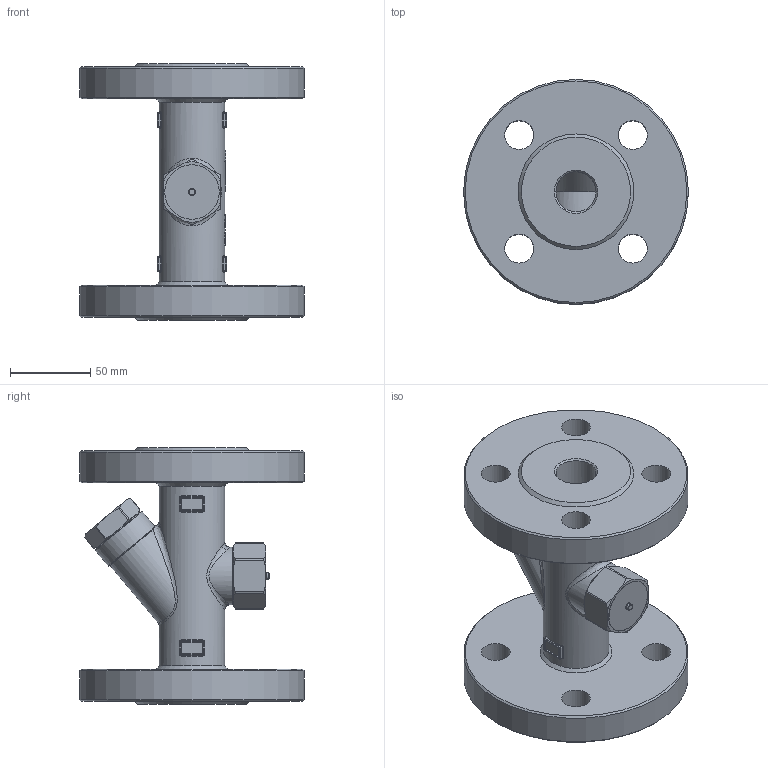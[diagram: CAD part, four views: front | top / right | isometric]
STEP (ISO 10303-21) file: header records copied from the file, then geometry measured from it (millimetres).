
FILE_DESCRIPTION(/* description */ (''),/* implementation_level */ '2;1');
FILE_NAME(/* name */ 'DN25_3D_STEP.stp',/* time_stamp */ '2025-11-26T00:19:19+03:00',/* author */ ('igorr'),/* organization */ (''),/* preprocessor_version */ 'ST-DEVELOPER v20',/* originating_system */ 'Autodesk Inventor 2025',/* authorisation */ '');
FILE_SCHEMA (('AUTOMOTIVE_DESIGN { 1 0 10303 214 3 1 1 }'));
Length unit declared in the file: millimetre
Products named in the file (1): Деталь1
Bounding box: 140 x 140 x 160 mm (x, y, z)
Volume: 770039.9 mm3; surface area: 116495.9 mm2
Topology: 1 solids, 1 shells, 313 faces, 748 edges, 467 vertices
Faces by surface type: plane 124, cylinder 84, bspline 41, cone 34, sphere 16, torus 14
Full cylindrical faces by diameter (mm): 3 x1, 4 x1, 4.2 x1, 18 x8, 25 x2, 28 x1, 34 x2, 36 x1, 38 x1, 41 x1, 140 x2
Entity records: 11174 total; most frequent: CARTESIAN_POINT 3832, ORIENTED_EDGE 1496, DIRECTION 1387, EDGE_CURVE 748, AXIS2_PLACEMENT_3D 530, VERTEX_POINT 467, EDGE_LOOP 359, LINE 327
